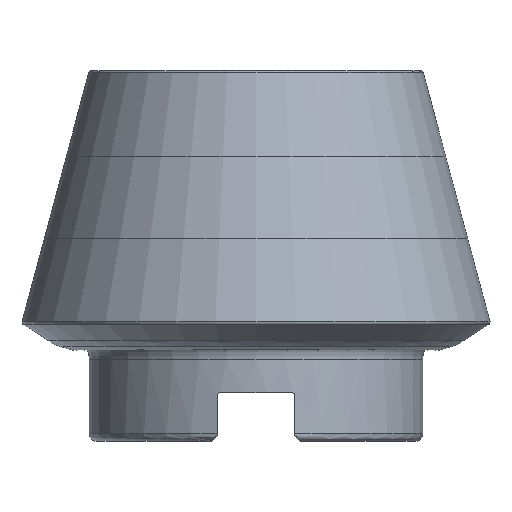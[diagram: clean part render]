
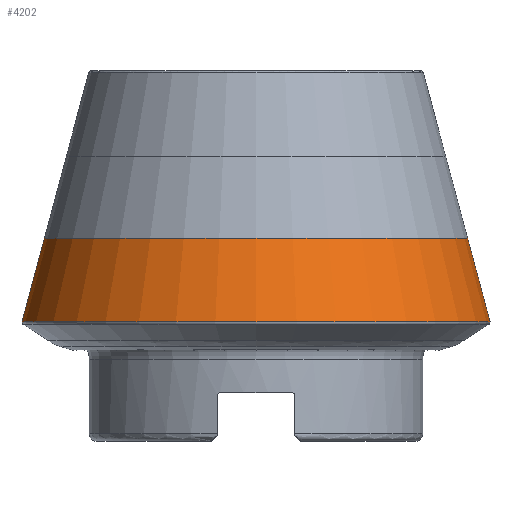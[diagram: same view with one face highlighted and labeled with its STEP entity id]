
A CAD part, left-side view. The second image highlights one B-rep face of the part: STEP entity #4202.
In plain terms, the highlighted face is a revolution surface.
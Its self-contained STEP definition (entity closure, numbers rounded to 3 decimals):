
#2868=CARTESIAN_POINT('',(0.,0.,27.381));
#2869=DIRECTION('',(0.,0.,1.));
#2870=DIRECTION('',(0.,1.,0.));
#2871=AXIS2_PLACEMENT_3D('',#2868,#2869,#2870);
#2876=CARTESIAN_POINT('',(0.,31.571,16.145));
#2877=CARTESIAN_POINT('',(0.,31.537,16.276));
#2878=CARTESIAN_POINT('',(0.,31.469,16.538));
#2879=CARTESIAN_POINT('',(0.,31.366,16.931));
#2880=CARTESIAN_POINT('',(0.,31.263,17.325));
#2881=CARTESIAN_POINT('',(0.,31.16,17.718));
#2882=CARTESIAN_POINT('',(0.,31.057,18.111));
#2883=CARTESIAN_POINT('',(0.,30.953,18.504));
#2884=CARTESIAN_POINT('',(0.,30.849,18.897));
#2885=CARTESIAN_POINT('',(0.,30.745,19.289));
#2886=CARTESIAN_POINT('',(0.,30.641,19.682));
#2887=CARTESIAN_POINT('',(0.,30.537,20.075));
#2888=CARTESIAN_POINT('',(0.,30.432,20.467));
#2889=CARTESIAN_POINT('',(0.,30.327,20.86));
#2890=CARTESIAN_POINT('',(0.,30.222,21.253));
#2891=CARTESIAN_POINT('',(0.,30.117,21.645));
#2892=CARTESIAN_POINT('',(0.,30.012,22.037));
#2893=CARTESIAN_POINT('',(0.,29.906,22.429));
#2894=CARTESIAN_POINT('',(0.,29.801,22.821));
#2895=CARTESIAN_POINT('',(0.,29.695,23.213));
#2896=CARTESIAN_POINT('',(0.,29.589,23.605));
#2897=CARTESIAN_POINT('',(0.,29.484,23.996));
#2898=CARTESIAN_POINT('',(0.,29.378,24.387));
#2899=CARTESIAN_POINT('',(0.,29.272,24.777));
#2900=CARTESIAN_POINT('',(0.,29.166,25.168));
#2901=CARTESIAN_POINT('',(0.,29.059,25.558));
#2902=CARTESIAN_POINT('',(0.,28.953,25.948));
#2903=CARTESIAN_POINT('',(0.,28.847,26.338));
#2904=CARTESIAN_POINT('',(0.,28.74,26.727));
#2905=CARTESIAN_POINT('',(0.,28.645,27.075));
#2906=CARTESIAN_POINT('',(0.,28.585,27.293));
#2907=CARTESIAN_POINT('',(0.,28.561,27.381));
#2912=CARTESIAN_POINT('',(0.,-31.571,16.145));
#2913=CARTESIAN_POINT('',(0.,-31.537,16.276));
#2914=CARTESIAN_POINT('',(0.,-31.469,
16.538));
#2915=CARTESIAN_POINT('',(0.,-31.366,16.931));
#2916=CARTESIAN_POINT('',(0.,-31.263,
17.325));
#2917=CARTESIAN_POINT('',(0.,-31.16,17.718));
#2918=CARTESIAN_POINT('',(0.,-31.057,18.111));
#2919=CARTESIAN_POINT('',(0.,-30.953,18.504));
#2920=CARTESIAN_POINT('',(0.,-30.849,18.897));
#2921=CARTESIAN_POINT('',(0.,-30.745,19.289));
#2922=CARTESIAN_POINT('',(0.,-30.641,19.682));
#2923=CARTESIAN_POINT('',(0.,-30.537,20.075));
#2924=CARTESIAN_POINT('',(0.,-30.432,20.467));
#2925=CARTESIAN_POINT('',(0.,-30.327,20.86));
#2926=CARTESIAN_POINT('',(0.,-30.222,21.253));
#2927=CARTESIAN_POINT('',(0.,-30.117,21.645));
#2928=CARTESIAN_POINT('',(0.,-30.012,22.037));
#2929=CARTESIAN_POINT('',(0.,-29.906,22.429));
#2930=CARTESIAN_POINT('',(0.,-29.801,22.821));
#2931=CARTESIAN_POINT('',(0.,-29.695,23.213));
#2932=CARTESIAN_POINT('',(0.,-29.589,23.605));
#2933=CARTESIAN_POINT('',(0.,-29.484,23.996));
#2934=CARTESIAN_POINT('',(0.,-29.378,24.387));
#2935=CARTESIAN_POINT('',(0.,-29.272,24.777));
#2936=CARTESIAN_POINT('',(0.,-29.166,25.168));
#2937=CARTESIAN_POINT('',(0.,-29.059,25.558));
#2938=CARTESIAN_POINT('',(0.,-28.953,25.948));
#2939=CARTESIAN_POINT('',(0.,-28.847,26.338));
#2940=CARTESIAN_POINT('',(0.,-28.74,26.727));
#2941=CARTESIAN_POINT('',(0.,-28.645,
27.075));
#2942=CARTESIAN_POINT('',(0.,-28.585,27.293));
#2943=CARTESIAN_POINT('',(0.,-28.561,27.381));
#2948=CARTESIAN_POINT('',(0.,0.,16.145));
#2949=DIRECTION('',(0.,0.,1.));
#2950=DIRECTION('',(0.,1.,0.));
#2951=AXIS2_PLACEMENT_3D('',#2948,#2949,#2950);
#3003=CARTESIAN_POINT('',(0.,31.571,16.145));
#3039=CARTESIAN_POINT('',(0.,-31.571,16.145));
#3446=VERTEX_POINT('',#3003);
#3447=VERTEX_POINT('',#2907);
#3462=VERTEX_POINT('',#3039);
#3463=VERTEX_POINT('',#2943);
#4156=CARTESIAN_POINT('',(0.,31.571,16.145));
#4157=CARTESIAN_POINT('',(0.,31.537,16.276));
#4158=CARTESIAN_POINT('',(0.,31.469,16.538));
#4159=CARTESIAN_POINT('',(0.,31.366,16.931));
#4160=CARTESIAN_POINT('',(0.,31.263,17.325));
#4161=CARTESIAN_POINT('',(0.,31.16,17.718));
#4162=CARTESIAN_POINT('',(0.,31.057,18.111));
#4163=CARTESIAN_POINT('',(0.,30.953,18.504));
#4164=CARTESIAN_POINT('',(0.,30.849,18.897));
#4165=CARTESIAN_POINT('',(0.,30.745,19.289));
#4166=CARTESIAN_POINT('',(0.,30.641,19.682));
#4167=CARTESIAN_POINT('',(0.,30.537,20.075));
#4168=CARTESIAN_POINT('',(0.,30.432,20.467));
#4169=CARTESIAN_POINT('',(0.,30.327,20.86));
#4170=CARTESIAN_POINT('',(0.,30.222,21.253));
#4171=CARTESIAN_POINT('',(0.,30.117,21.645));
#4172=CARTESIAN_POINT('',(0.,30.012,22.037));
#4173=CARTESIAN_POINT('',(0.,29.906,22.429));
#4174=CARTESIAN_POINT('',(0.,29.801,22.821));
#4175=CARTESIAN_POINT('',(0.,29.695,23.213));
#4176=CARTESIAN_POINT('',(0.,29.589,23.605));
#4177=CARTESIAN_POINT('',(0.,29.484,23.996));
#4178=CARTESIAN_POINT('',(0.,29.378,24.387));
#4179=CARTESIAN_POINT('',(0.,29.272,24.777));
#4180=CARTESIAN_POINT('',(0.,29.166,25.168));
#4181=CARTESIAN_POINT('',(0.,29.059,25.558));
#4182=CARTESIAN_POINT('',(0.,28.953,25.948));
#4183=CARTESIAN_POINT('',(0.,28.847,26.338));
#4184=CARTESIAN_POINT('',(0.,28.74,26.727));
#4185=CARTESIAN_POINT('',(0.,28.645,27.075));
#4186=CARTESIAN_POINT('',(0.,28.585,27.293));
#4187=CARTESIAN_POINT('',(0.,28.561,27.381));
#4189=CARTESIAN_POINT('',(0.,0.,51.886));
#4190=DIRECTION('',(0.,0.,-1.));
#4191=AXIS1_PLACEMENT('',#4189,#4190);
#4192=SURFACE_OF_REVOLUTION('',#4188,#4191);
#4194=ORIENTED_EDGE('',*,*,#4193,.T.);
#4195=ORIENTED_EDGE('',*,*,#4151,.T.);
#4197=ORIENTED_EDGE('',*,*,#4196,.F.);
#4199=ORIENTED_EDGE('',*,*,#4198,.F.);
#4200=EDGE_LOOP('',(#4194,#4195,#4197,#4199));
#4201=FACE_OUTER_BOUND('',#4200,.F.);
#4202=ADVANCED_FACE('',(#4201),#4192,.F.);
#2872=CIRCLE('',#2871,28.561);
#2908=B_SPLINE_CURVE_WITH_KNOTS('',3,(#2876,#2877,#2878,#2879,#2880,#2881,#2882,
#2883,#2884,#2885,#2886,#2887,#2888,#2889,#2890,#2891,#2892,#2893,#2894,#2895,
#2896,#2897,#2898,#2899,#2900,#2901,#2902,#2903,#2904,#2905,#2906,#2907),
.UNSPECIFIED.,.F.,.F.,(4,1,1,1,1,1,1,1,1,1,1,1,1,1,1,1,1,1,1,1,1,1,1,1,1,1,1,1,
1,4),(0.,0.035,0.07,0.105,
0.14,0.175,0.21,0.245,
0.28,0.314,0.349,0.384,
0.419,0.454,0.489,0.524,
0.559,0.594,0.629,0.664,
0.698,0.733,0.768,0.803,
0.838,0.872,0.907,0.942,
0.976,1.),.UNSPECIFIED.);
#2944=B_SPLINE_CURVE_WITH_KNOTS('',3,(#2912,#2913,#2914,#2915,#2916,#2917,#2918,
#2919,#2920,#2921,#2922,#2923,#2924,#2925,#2926,#2927,#2928,#2929,#2930,#2931,
#2932,#2933,#2934,#2935,#2936,#2937,#2938,#2939,#2940,#2941,#2942,#2943),
.UNSPECIFIED.,.F.,.F.,(4,1,1,1,1,1,1,1,1,1,1,1,1,1,1,1,1,1,1,1,1,1,1,1,1,1,1,1,
1,4),(0.,0.035,0.07,0.105,
0.14,0.175,0.21,0.245,
0.28,0.314,0.349,0.384,
0.419,0.454,0.489,0.524,
0.559,0.594,0.629,0.664,
0.698,0.733,0.768,0.803,
0.838,0.872,0.907,0.942,
0.976,1.),.UNSPECIFIED.);
#2952=CIRCLE('',#2951,31.571);
#4151=EDGE_CURVE('',#3447,#3463,#2872,.T.);
#4188=B_SPLINE_CURVE_WITH_KNOTS('',3,(#4156,#4157,#4158,#4159,#4160,#4161,#4162,
#4163,#4164,#4165,#4166,#4167,#4168,#4169,#4170,#4171,#4172,#4173,#4174,#4175,
#4176,#4177,#4178,#4179,#4180,#4181,#4182,#4183,#4184,#4185,#4186,#4187),
.UNSPECIFIED.,.F.,.F.,(4,1,1,1,1,1,1,1,1,1,1,1,1,1,1,1,1,1,1,1,1,1,1,1,1,1,1,1,
1,4),(0.,0.035,0.07,0.105,
0.14,0.175,0.21,0.245,
0.28,0.314,0.349,0.384,
0.419,0.454,0.489,0.524,
0.559,0.594,0.629,0.664,
0.698,0.733,0.768,0.803,
0.838,0.872,0.907,0.942,
0.976,1.),.UNSPECIFIED.);
#4193=EDGE_CURVE('',#3446,#3447,#2908,.T.);
#4196=EDGE_CURVE('',#3462,#3463,#2944,.T.);
#4198=EDGE_CURVE('',#3446,#3462,#2952,.T.);
